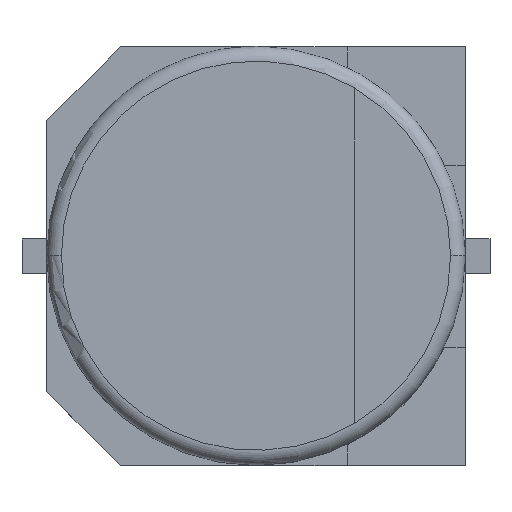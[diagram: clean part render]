
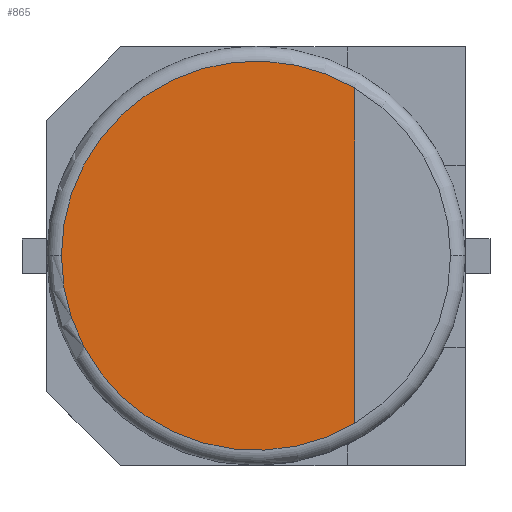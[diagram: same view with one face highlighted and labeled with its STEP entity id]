
A CAD part, top view. The second image highlights one B-rep face of the part: STEP entity #865.
In plain terms, the highlighted planar face has unit normal (0, 0, 1).
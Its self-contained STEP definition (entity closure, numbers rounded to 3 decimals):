
#676=CARTESIAN_POINT('',(-3.95,0.,6.5));
#677=VERTEX_POINT('',#676);
#685=CARTESIAN_POINT('',(2.,3.406,6.5));
#686=VERTEX_POINT('',#685);
#687=CARTESIAN_POINT('',(0.0,0.,6.5));
#688=DIRECTION('',(0.0,0.0,-1.0));
#689=DIRECTION('',(-1.0,0.0,0.0));
#690=AXIS2_PLACEMENT_3D('',#687,#688,#689);
#691=CIRCLE('',#690,3.95);
#692=EDGE_CURVE('',#677,#686,#691,.T.);
#736=CARTESIAN_POINT('',(2.,-3.406,6.5));
#737=VERTEX_POINT('',#736);
#773=CARTESIAN_POINT('',(2.,-3.406,6.5));
#774=DIRECTION('',(0.0,1.0,0.0));
#775=VECTOR('',#774,6.812);
#776=LINE('',#773,#775);
#777=EDGE_CURVE('',#737,#686,#776,.T.);
#827=CARTESIAN_POINT('',(0.0,0.,6.5));
#828=DIRECTION('',(0.0,0.0,-1.0));
#829=DIRECTION('',(-1.0,0.0,0.0));
#830=AXIS2_PLACEMENT_3D('',#827,#828,#829);
#831=CIRCLE('',#830,3.95);
#832=EDGE_CURVE('',#737,#677,#831,.T.);
#855=CARTESIAN_POINT('',(0.0,0.,6.5));
#856=DIRECTION('',(0.0,0.0,1.0));
#857=DIRECTION('',(1.0,0.0,0.0));
#858=AXIS2_PLACEMENT_3D('',#855,#856,#857);
#859=PLANE('',#858);
#860=ORIENTED_EDGE('',*,*,#777,.T.);
#861=ORIENTED_EDGE('',*,*,#692,.F.);
#862=ORIENTED_EDGE('',*,*,#832,.F.);
#863=EDGE_LOOP('',(#860,#861,#862));
#864=FACE_OUTER_BOUND('',#863,.T.);
#865=ADVANCED_FACE('',(#864),#859,.T.);
